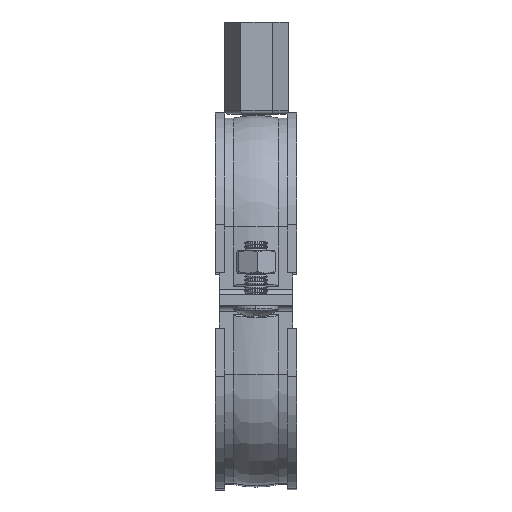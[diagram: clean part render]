
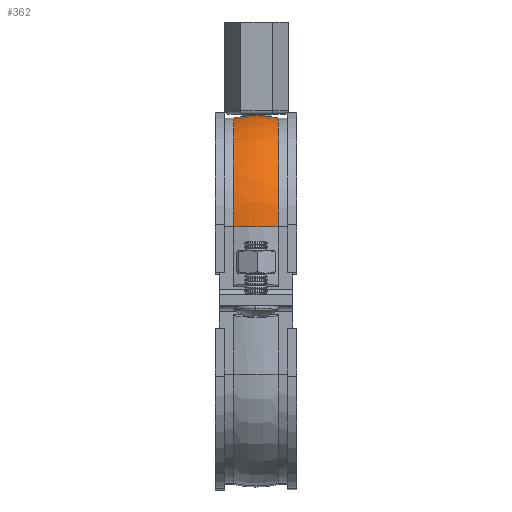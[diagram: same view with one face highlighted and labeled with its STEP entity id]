
A CAD part, top view. The second image highlights one B-rep face of the part: STEP entity #362.
In plain terms, the highlighted toroidal (fillet/blend) face has major radius 4.136 mm and minor radius 26.064 mm.
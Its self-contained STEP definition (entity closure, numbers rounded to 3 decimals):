
#362=ADVANCED_FACE('',(#1215),#1216,.T.);
#1215=FACE_OUTER_BOUND('',#2438,.T.);
#1216=TOROIDAL_SURFACE('',#2439,4.136,26.064);
#2438=EDGE_LOOP('',(#7079,#7080,#7081,#7082,#7083));
#2439=AXIS2_PLACEMENT_3D('',#7084,#7085,#7086);
#7079=ORIENTED_EDGE('',*,*,#10151,.F.);
#7080=ORIENTED_EDGE('',*,*,#10308,.T.);
#7081=ORIENTED_EDGE('',*,*,#10309,.T.);
#7082=ORIENTED_EDGE('',*,*,#10310,.T.);
#7083=ORIENTED_EDGE('',*,*,#10311,.F.);
#7084=CARTESIAN_POINT('',(113.579,147.941,289.879));
#7085=DIRECTION('',(-1.0,0.0,0.0));
#7086=DIRECTION('',(0.0,0.0,1.0));
#10151=EDGE_CURVE('',#12538,#12536,#12540,.T.);
#10308=EDGE_CURVE('',#12538,#12790,#12791,.T.);
#10309=EDGE_CURVE('',#12790,#12792,#12793,.T.);
#10310=EDGE_CURVE('',#12792,#12794,#12795,.T.);
#10311=EDGE_CURVE('',#12536,#12794,#12796,.T.);
#12536=VERTEX_POINT('',#15587);
#12538=VERTEX_POINT('',#15590);
#12540=CIRCLE('',#15593,26.064);
#12790=VERTEX_POINT('',#16016);
#12791=CIRCLE('',#16017,29.5);
#12792=VERTEX_POINT('',#16018);
#12793=CIRCLE('',#16019,26.064);
#12794=VERTEX_POINT('',#16020);
#12795=CIRCLE('',#16021,26.064);
#12796=CIRCLE('',#16022,29.5);
#15587=CARTESIAN_POINT('',(107.579,147.941,319.379));
#15590=CARTESIAN_POINT('',(119.579,147.941,319.379));
#15593=AXIS2_PLACEMENT_3D('',#20500,#20501,#20502);
#16016=CARTESIAN_POINT('',(119.579,177.441,289.879));
#16017=AXIS2_PLACEMENT_3D('',#20792,#20793,#20794);
#16018=CARTESIAN_POINT('',(113.579,178.141,289.879));
#16019=AXIS2_PLACEMENT_3D('',#20795,#20796,#20797);
#16020=CARTESIAN_POINT('',(107.579,177.441,289.879));
#16021=AXIS2_PLACEMENT_3D('',#20798,#20799,#20800);
#16022=AXIS2_PLACEMENT_3D('',#20801,#20802,#20803);
#20500=CARTESIAN_POINT('',(113.579,147.941,294.015));
#20501=DIRECTION('',(0.0,-1.0,0.0));
#20502=DIRECTION('',(0.0,0.0,1.0));
#20792=CARTESIAN_POINT('',(119.579,147.941,289.879));
#20793=DIRECTION('',(-1.0,0.0,0.0));
#20794=DIRECTION('',(0.0,0.0,1.0));
#20795=CARTESIAN_POINT('',(113.579,152.076,289.879));
#20796=DIRECTION('',(0.0,0.,1.0));
#20797=DIRECTION('',(0.0,1.0,0.));
#20798=CARTESIAN_POINT('',(113.579,152.076,289.879));
#20799=DIRECTION('',(0.0,0.,1.0));
#20800=DIRECTION('',(0.0,1.0,0.));
#20801=CARTESIAN_POINT('',(107.579,147.941,289.879));
#20802=DIRECTION('',(-1.0,0.0,0.0));
#20803=DIRECTION('',(0.0,0.0,1.0));
